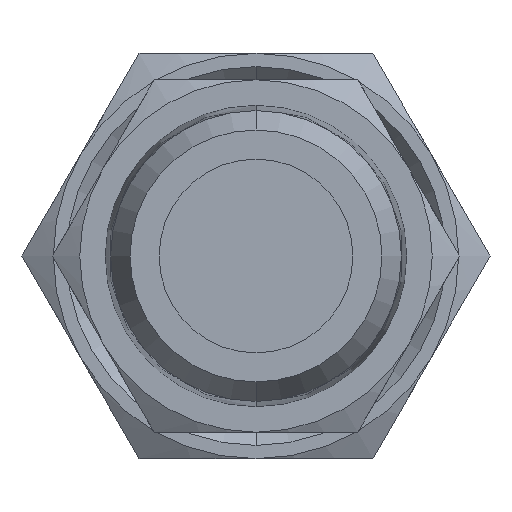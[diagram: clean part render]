
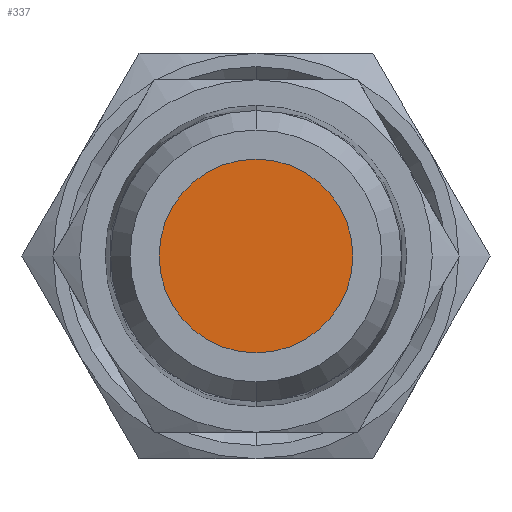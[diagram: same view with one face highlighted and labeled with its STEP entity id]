
A CAD part, front view. The second image highlights one B-rep face of the part: STEP entity #337.
In plain terms, the highlighted planar face has unit normal (0, -1, 0).
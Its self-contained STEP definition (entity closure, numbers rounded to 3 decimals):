
#1 = ORIENTED_EDGE ( 'NONE', *, *, #58, .T. ) ;
#2 = ORIENTED_EDGE ( 'NONE', *, *, #67, .T. ) ;
#58 = EDGE_CURVE ( 'NONE', #405, #393, #1449, .T. ) ;
#67 = EDGE_CURVE ( 'NONE', #393, #405, #1466, .T. ) ;
#160 = AXIS2_PLACEMENT_3D ( 'NONE', #2141, #2142, #2143 ) ;
#165 = AXIS2_PLACEMENT_3D ( 'NONE', #2162, #2163, #2164 ) ;
#337 = ADVANCED_FACE ( 'NONE', ( #1755 ), #1100, .F. ) ;
#393 = VERTEX_POINT ( 'NONE', #919 ) ;
#405 = VERTEX_POINT ( 'NONE', #931 ) ;
#620 = EDGE_LOOP ( 'NONE', ( #2, #1 ) ) ;
#919 = CARTESIAN_POINT ( 'NONE',  ( 5.5, 1.435, 0. ) ) ;
#931 = CARTESIAN_POINT ( 'NONE',  ( -5.5, 1.435, 0. ) ) ;
#1100 = PLANE ( 'NONE',  #2398 ) ;
#1108 = CARTESIAN_POINT ( 'NONE',  ( 0., 1.435, 0. ) ) ;
#1109 = DIRECTION ( 'NONE',  ( 0., 1., 0. ) ) ;
#1110 = DIRECTION ( 'NONE',  ( 0., 0., 1. ) ) ;
#1449 = CIRCLE ( 'NONE', #160, 5.5 ) ;
#1466 = CIRCLE ( 'NONE', #165, 5.5 ) ;
#1755 = FACE_OUTER_BOUND ( 'NONE', #620, .T. ) ;
#2141 = CARTESIAN_POINT ( 'NONE',  ( 0., 1.435, 0. ) ) ;
#2142 = DIRECTION ( 'NONE',  ( 0., -1., 0. ) ) ;
#2143 = DIRECTION ( 'NONE',  ( 0., 0., 1. ) ) ;
#2162 = CARTESIAN_POINT ( 'NONE',  ( 0., 1.435, 0. ) ) ;
#2163 = DIRECTION ( 'NONE',  ( 0., -1., 0. ) ) ;
#2164 = DIRECTION ( 'NONE',  ( 0., 0., 1. ) ) ;
#2398 = AXIS2_PLACEMENT_3D ( 'NONE', #1108, #1109, #1110 ) ;
